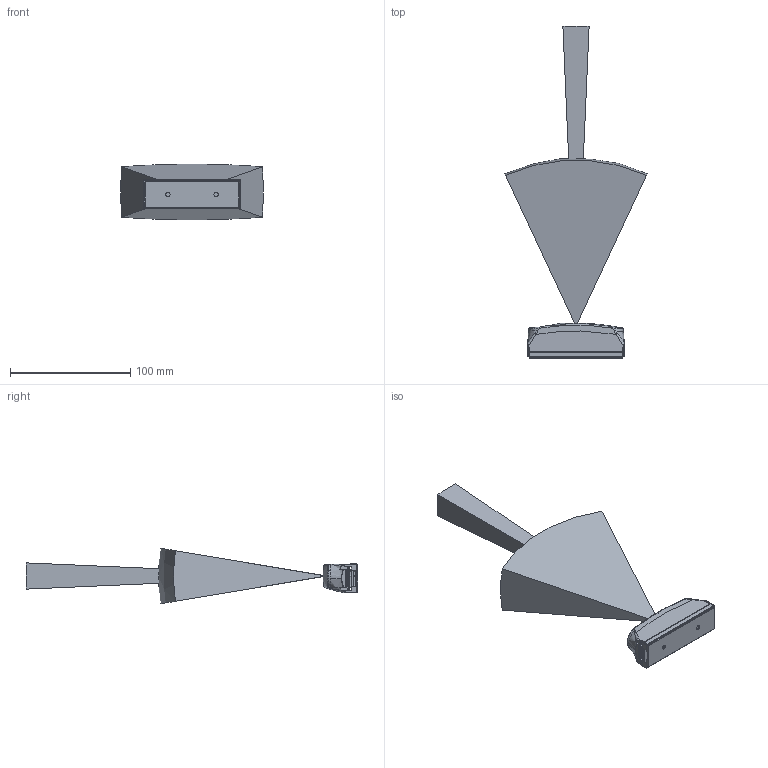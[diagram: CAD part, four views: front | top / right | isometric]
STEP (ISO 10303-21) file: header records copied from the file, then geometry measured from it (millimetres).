
FILE_DESCRIPTION (( 'STEP AP214' ), '1' );
FILE_NAME ('P100_531_TOFcam_635.STEP', '2019-03-14T13:33:08', ( '' ), ( '' ), 'SwSTEP 2.0', 'SolidWorks 2017', '' );
FILE_SCHEMA (( 'AUTOMOTIVE_DESIGN' ));
Length unit declared in the file: millimetre
Products named in the file (1): P100_531_TOFcam_635
Bounding box: 118.18 x 275.62 x 46.04 mm (x, y, z)
Volume: 307566.5 mm3; surface area: 66392.7 mm2
Topology: 15 solids, 15 shells, 1505 faces, 4069 edges, 2586 vertices
Faces by surface type: bspline 713, plane 526, cylinder 164, cone 92, sphere 6, torus 4
Full cylindrical faces by diameter (mm): 0.5 x2, 1.25 x2, 1.6 x2, 1.8 x7, 2 x10, 2.5 x4, 3 x3, 3.2 x2, 3.6 x2, 4 x2, 5.5 x2
Entity records: 89909 total; most frequent: CARTESIAN_POINT 42281, ORIENTED_EDGE 7982, DIRECTION 4042, EDGE_CURVE 3991, VERTEX_POINT 2568, B_SPLINE_CURVE_WITH_KNOTS 1999, EDGE_LOOP 1619, FACE_OUTER_BOUND 1551
